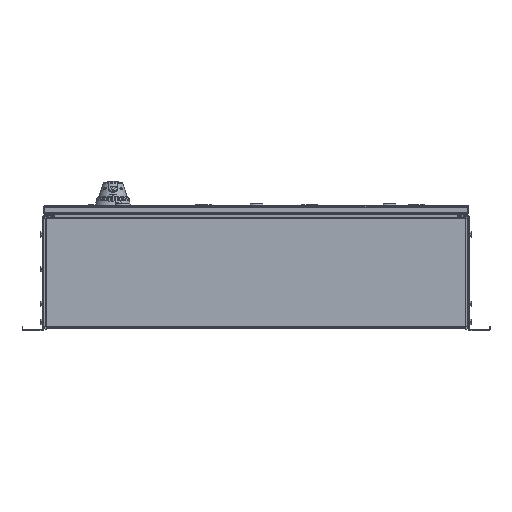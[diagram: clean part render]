
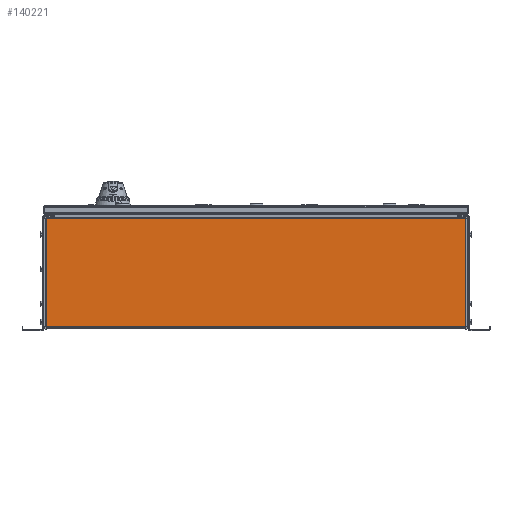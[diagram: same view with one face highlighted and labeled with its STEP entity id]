
A CAD part, left-side view. The second image highlights one B-rep face of the part: STEP entity #140221.
In plain terms, the highlighted planar face has unit normal (-1, 0, 0).
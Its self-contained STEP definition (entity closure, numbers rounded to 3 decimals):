
#1598=DIRECTION('',(0.,0.,1.));
#1599=VECTOR('',#1598,203.521);
#1600=CARTESIAN_POINT('',(-600.,-496.,
-102.));
#1601=LINE('',#1600,#1599);
#1856=CARTESIAN_POINT('',(-600.,296.,
-102.));
#1876=DIRECTION('',(0.,0.,-1.));
#1877=VECTOR('',#1876,203.521);
#1878=CARTESIAN_POINT('',(-600.,296.,101.521));
#1879=LINE('',#1878,#1877);
#48917=DIRECTION('',(0.,-1.,0.));
#48918=VECTOR('',#48917,792.);
#48919=CARTESIAN_POINT('',(-600.,296.,
101.521));
#48920=LINE('',#48919,#48918);
#48921=DIRECTION('',(0.,1.,0.));
#48922=VECTOR('',#48921,792.);
#48923=CARTESIAN_POINT('',(-600.,-496.,
-102.));
#48924=LINE('',#48923,#48922);
#50067=VERTEX_POINT('',#1856);
#50068=CARTESIAN_POINT('',(-600.,296.,
101.521));
#50069=VERTEX_POINT('',#50068);
#50080=CARTESIAN_POINT('',(-600.,-496.,
101.521));
#50081=VERTEX_POINT('',#50080);
#50082=CARTESIAN_POINT('',(-600.,-496.,
-102.));
#50083=VERTEX_POINT('',#50082);
#140210=CARTESIAN_POINT('',(-600.,-100.,-0.24));
#140211=DIRECTION('',(1.,0.,0.));
#140212=DIRECTION('',(0.,-1.,0.));
#140213=AXIS2_PLACEMENT_3D('',#140210,#140211,#140212);
#140214=PLANE('',#140213);
#140215=ORIENTED_EDGE('',*,*,#62828,.T.);
#140216=ORIENTED_EDGE('',*,*,#61787,.F.);
#140217=ORIENTED_EDGE('',*,*,#61851,.T.);
#140218=ORIENTED_EDGE('',*,*,#62189,.F.);
#140219=EDGE_LOOP('',(#140215,#140216,#140217,#140218));
#140220=FACE_OUTER_BOUND('',#140219,.F.);
#61787=EDGE_CURVE('',#50083,#50081,#1601,.T.);
#61851=EDGE_CURVE('',#50083,#50067,#48924,.T.);
#62189=EDGE_CURVE('',#50069,#50067,#1879,.T.);
#62828=EDGE_CURVE('',#50069,#50081,#48920,.T.);
#140221=ADVANCED_FACE('',(#140220),#140214,.F.);
